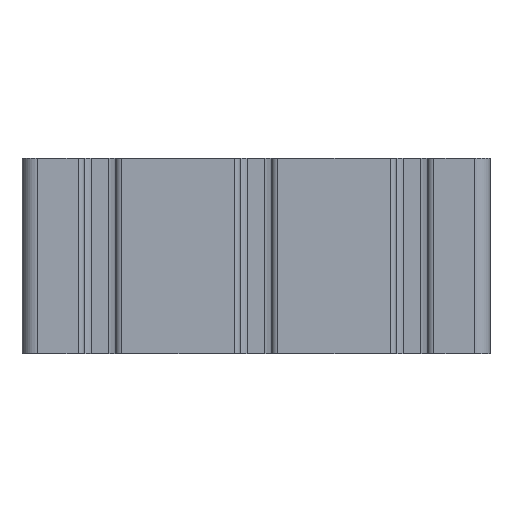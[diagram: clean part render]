
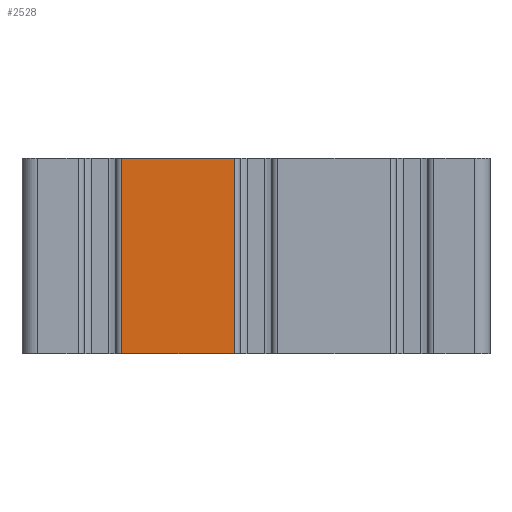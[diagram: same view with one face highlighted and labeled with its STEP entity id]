
A CAD part, front view. The second image highlights one B-rep face of the part: STEP entity #2528.
In plain terms, the highlighted planar face has unit normal (0, -1, 0).
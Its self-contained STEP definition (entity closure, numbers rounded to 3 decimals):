
#1485 = CARTESIAN_POINT ( 'NONE',  ( -5.6, -60., 25. ) ) ;
#1534 = EDGE_LOOP ( 'NONE', ( #7650, #2812, #9834, #4750 ) ) ;
#1591 = DIRECTION ( 'NONE',  ( 0., 0., -1. ) ) ;
#2311 = PLANE ( 'NONE',  #6475 ) ;
#2421 = LINE ( 'NONE', #8251, #9812 ) ;
#2528 = ADVANCED_FACE ( 'NONE', ( #4112 ), #2311, .F. ) ;
#2812 = ORIENTED_EDGE ( 'NONE', *, *, #9651, .F. ) ;
#3163 = DIRECTION ( 'NONE',  ( 0., 1., 0. ) ) ;
#3374 = CARTESIAN_POINT ( 'NONE',  ( -34.4, -60., 25. ) ) ;
#3467 = VECTOR ( 'NONE', #6229, 1000. ) ;
#4083 = CARTESIAN_POINT ( 'NONE',  ( -34.4, -60., -25. ) ) ;
#4112 = FACE_OUTER_BOUND ( 'NONE', #1534, .T. ) ;
#4750 = ORIENTED_EDGE ( 'NONE', *, *, #6249, .T. ) ;
#5055 = VERTEX_POINT ( 'NONE', #8585 ) ;
#5610 = DIRECTION ( 'NONE',  ( 1., 0., 0. ) ) ;
#5880 = VECTOR ( 'NONE', #1591, 1000. ) ;
#5947 = EDGE_CURVE ( 'NONE', #9267, #5055, #8021, .T. ) ;
#5955 = VECTOR ( 'NONE', #5610, 1000. ) ;
#6229 = DIRECTION ( 'NONE',  ( 0., 0., -1. ) ) ;
#6249 = EDGE_CURVE ( 'NONE', #7269, #9267, #7782, .T. ) ;
#6475 = AXIS2_PLACEMENT_3D ( 'NONE', #10817, #3163, #9142 ) ;
#7242 = CARTESIAN_POINT ( 'NONE',  ( -34.4, -60., -25. ) ) ;
#7269 = VERTEX_POINT ( 'NONE', #3374 ) ;
#7573 = CARTESIAN_POINT ( 'NONE',  ( -5.6, -60., 25. ) ) ;
#7650 = ORIENTED_EDGE ( 'NONE', *, *, #5947, .T. ) ;
#7782 = LINE ( 'NONE', #7899, #3467 ) ;
#7899 = CARTESIAN_POINT ( 'NONE',  ( -34.4, -60., 25. ) ) ;
#8021 = LINE ( 'NONE', #7242, #5955 ) ;
#8251 = CARTESIAN_POINT ( 'NONE',  ( -34.4, -60., 25. ) ) ;
#8585 = CARTESIAN_POINT ( 'NONE',  ( -5.6, -60., -25. ) ) ;
#9142 = DIRECTION ( 'NONE',  ( -1., 0., 0. ) ) ;
#9248 = DIRECTION ( 'NONE',  ( 1., 0., 0. ) ) ;
#9267 = VERTEX_POINT ( 'NONE', #4083 ) ;
#9611 = EDGE_CURVE ( 'NONE', #7269, #9704, #2421, .T. ) ;
#9651 = EDGE_CURVE ( 'NONE', #9704, #5055, #10035, .T. ) ;
#9704 = VERTEX_POINT ( 'NONE', #7573 ) ;
#9812 = VECTOR ( 'NONE', #9248, 1000. ) ;
#9834 = ORIENTED_EDGE ( 'NONE', *, *, #9611, .F. ) ;
#10035 = LINE ( 'NONE', #1485, #5880 ) ;
#10817 = CARTESIAN_POINT ( 'NONE',  ( -34.4, -60., 25. ) ) ;
